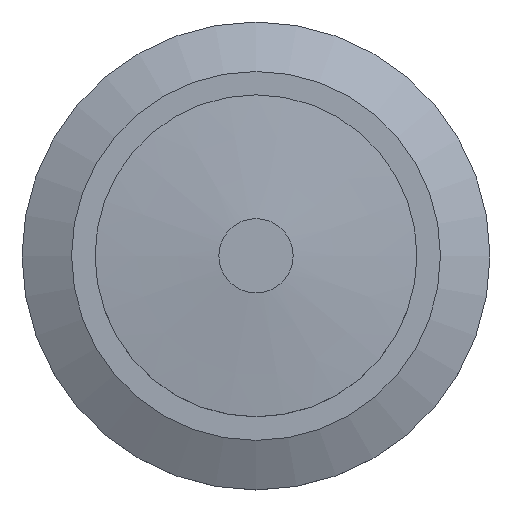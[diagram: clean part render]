
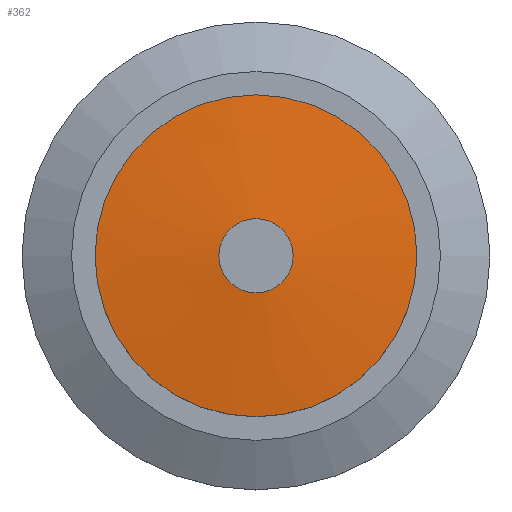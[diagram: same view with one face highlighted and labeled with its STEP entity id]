
A CAD part, top view. The second image highlights one B-rep face of the part: STEP entity #362.
In plain terms, the highlighted conical face has half-angle 84.289 degrees and reference radius 4 mm.
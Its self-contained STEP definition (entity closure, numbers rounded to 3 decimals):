
#22=CIRCLE('',#399,1.5);
#23=CIRCLE('',#400,6.5);
#32=CONICAL_SURFACE('',#398,4.,1.471);
#44=FACE_OUTER_BOUND('',#66,.T.);
#66=EDGE_LOOP('',(#270,#271,#272,#273));
#106=LINE('',#577,#142);
#142=VECTOR('',#470,4.);
#170=VERTEX_POINT('',#574);
#171=VERTEX_POINT('',#576);
#208=EDGE_CURVE('',#170,#170,#22,.T.);
#209=EDGE_CURVE('',#170,#171,#106,.T.);
#210=EDGE_CURVE('',#171,#171,#23,.T.);
#270=ORIENTED_EDGE('',*,*,#208,.T.);
#271=ORIENTED_EDGE('',*,*,#209,.T.);
#272=ORIENTED_EDGE('',*,*,#210,.T.);
#273=ORIENTED_EDGE('',*,*,#209,.F.);
#362=ADVANCED_FACE('',(#44),#32,.T.);
#398=AXIS2_PLACEMENT_3D('',#573,#466,#467);
#399=AXIS2_PLACEMENT_3D('',#575,#468,#469);
#400=AXIS2_PLACEMENT_3D('',#578,#471,#472);
#466=DIRECTION('center_axis',(0.,0.,-1.));
#467=DIRECTION('ref_axis',(-1.,0.,0.));
#468=DIRECTION('center_axis',(0.,0.,-1.));
#469=DIRECTION('ref_axis',(-1.,0.,0.));
#470=DIRECTION('',(0.995,0.,-0.1));
#471=DIRECTION('center_axis',(0.,0.,1.));
#472=DIRECTION('ref_axis',(-1.,0.,0.));
#573=CARTESIAN_POINT('Origin',(0.,0.,18.55));
#574=CARTESIAN_POINT('',(1.5,0.,18.8));
#575=CARTESIAN_POINT('Origin',(0.,0.,18.8));
#576=CARTESIAN_POINT('',(6.5,0.,18.3));
#577=CARTESIAN_POINT('',(4.,0.,18.55));
#578=CARTESIAN_POINT('Origin',(0.,0.,18.3));
